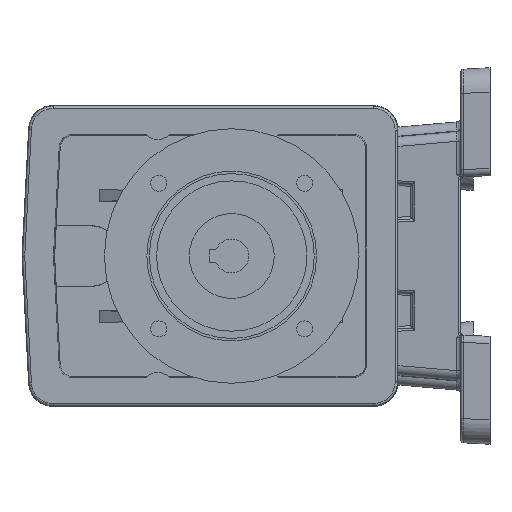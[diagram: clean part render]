
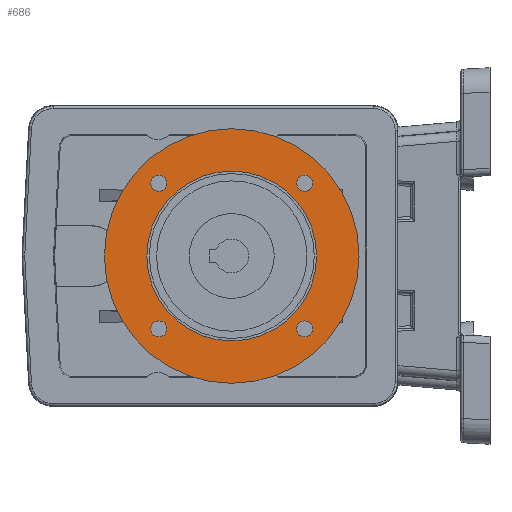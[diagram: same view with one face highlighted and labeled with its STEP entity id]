
A CAD part, left-side view. The second image highlights one B-rep face of the part: STEP entity #686.
In plain terms, the highlighted planar face has unit normal (-1, 0, 0).
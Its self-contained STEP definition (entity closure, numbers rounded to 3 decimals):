
#686 = ADVANCED_FACE( '', ( #1939, #1940, #1941, #1942, #1943, #1944 ), #1945, .F. );
#1939 = FACE_BOUND( '', #3841, .T. );
#1940 = FACE_BOUND( '', #3842, .T. );
#1941 = FACE_BOUND( '', #3843, .T. );
#1942 = FACE_BOUND( '', #3844, .T. );
#1943 = FACE_OUTER_BOUND( '', #3845, .T. );
#1944 = FACE_BOUND( '', #3846, .T. );
#1945 = PLANE( '', #3847 );
#3841 = EDGE_LOOP( '', ( #10279 ) );
#3842 = EDGE_LOOP( '', ( #10280 ) );
#3843 = EDGE_LOOP( '', ( #10281 ) );
#3844 = EDGE_LOOP( '', ( #10282 ) );
#3845 = EDGE_LOOP( '', ( #10283 ) );
#3846 = EDGE_LOOP( '', ( #10284 ) );
#3847 = AXIS2_PLACEMENT_3D( '', #10285, #10286, #10287 );
#10279 = ORIENTED_EDGE( '', *, *, #15901, .T. );
#10280 = ORIENTED_EDGE( '', *, *, #15902, .T. );
#10281 = ORIENTED_EDGE( '', *, *, #15903, .T. );
#10282 = ORIENTED_EDGE( '', *, *, #15904, .T. );
#10283 = ORIENTED_EDGE( '', *, *, #15905, .F. );
#10284 = ORIENTED_EDGE( '', *, *, #15906, .T. );
#10285 = CARTESIAN_POINT( '', ( -21.529, 6.5, 68.818 ) );
#10286 = DIRECTION( '', ( 1., 0., 0. ) );
#10287 = DIRECTION( '', ( 0., 1., 0. ) );
#15901 = EDGE_CURVE( '', #18134, #18134, #18135, .T. );
#15902 = EDGE_CURVE( '', #18136, #18136, #18137, .T. );
#15903 = EDGE_CURVE( '', #18138, #18138, #18139, .T. );
#15904 = EDGE_CURVE( '', #18140, #18140, #18141, .T. );
#15905 = EDGE_CURVE( '', #18142, #18142, #18143, .T. );
#15906 = EDGE_CURVE( '', #18144, #18144, #18145, .T. );
#18134 = VERTEX_POINT( '', #21564 );
#18135 = CIRCLE( '', #21565, 3.3 );
#18136 = VERTEX_POINT( '', #21566 );
#18137 = CIRCLE( '', #21567, 3.3 );
#18138 = VERTEX_POINT( '', #21568 );
#18139 = CIRCLE( '', #21569, 3.3 );
#18140 = VERTEX_POINT( '', #21570 );
#18141 = CIRCLE( '', #21571, 35. );
#18142 = VERTEX_POINT( '', #21572 );
#18143 = CIRCLE( '', #21573, 52.5 );
#18144 = VERTEX_POINT( '', #21574 );
#18145 = CIRCLE( '', #21575, 3.3 );
#21564 = CARTESIAN_POINT( '', ( -21.529, -26.852, 98.87 ) );
#21565 = AXIS2_PLACEMENT_3D( '', #26956, #26957, #26958 );
#21566 = CARTESIAN_POINT( '', ( -21.529, -23.552, 35.466 ) );
#21567 = AXIS2_PLACEMENT_3D( '', #26959, #26960, #26961 );
#21568 = CARTESIAN_POINT( '', ( -21.529, 39.852, 38.766 ) );
#21569 = AXIS2_PLACEMENT_3D( '', #26962, #26963, #26964 );
#21570 = CARTESIAN_POINT( '', ( -21.529, 6.5, 103.818 ) );
#21571 = AXIS2_PLACEMENT_3D( '', #26965, #26966, #26967 );
#21572 = CARTESIAN_POINT( '', ( -21.529, 6.5, 121.318 ) );
#21573 = AXIS2_PLACEMENT_3D( '', #26968, #26969, #26970 );
#21574 = CARTESIAN_POINT( '', ( -21.529, 36.552, 102.17 ) );
#21575 = AXIS2_PLACEMENT_3D( '', #26971, #26972, #26973 );
#26956 = CARTESIAN_POINT( '', ( -21.529, -23.552, 98.87 ) );
#26957 = DIRECTION( '', ( 1., 0., 0. ) );
#26958 = DIRECTION( '', ( 0., -1., 0. ) );
#26959 = CARTESIAN_POINT( '', ( -21.529, -23.552, 38.766 ) );
#26960 = DIRECTION( '', ( 1., 0., 0. ) );
#26961 = DIRECTION( '', ( 0., 0., -1. ) );
#26962 = CARTESIAN_POINT( '', ( -21.529, 36.552, 38.766 ) );
#26963 = DIRECTION( '', ( 1., 0., 0. ) );
#26964 = DIRECTION( '', ( 0., 1., 0. ) );
#26965 = CARTESIAN_POINT( '', ( -21.529, 6.5, 68.818 ) );
#26966 = DIRECTION( '', ( 1., 0., 0. ) );
#26967 = DIRECTION( '', ( 0., 0., 1. ) );
#26968 = CARTESIAN_POINT( '', ( -21.529, 6.5, 68.818 ) );
#26969 = DIRECTION( '', ( 1., 0., 0. ) );
#26970 = DIRECTION( '', ( 0., 0., 1. ) );
#26971 = CARTESIAN_POINT( '', ( -21.529, 36.552, 98.87 ) );
#26972 = DIRECTION( '', ( 1., 0., 0. ) );
#26973 = DIRECTION( '', ( 0., 0., 1. ) );
